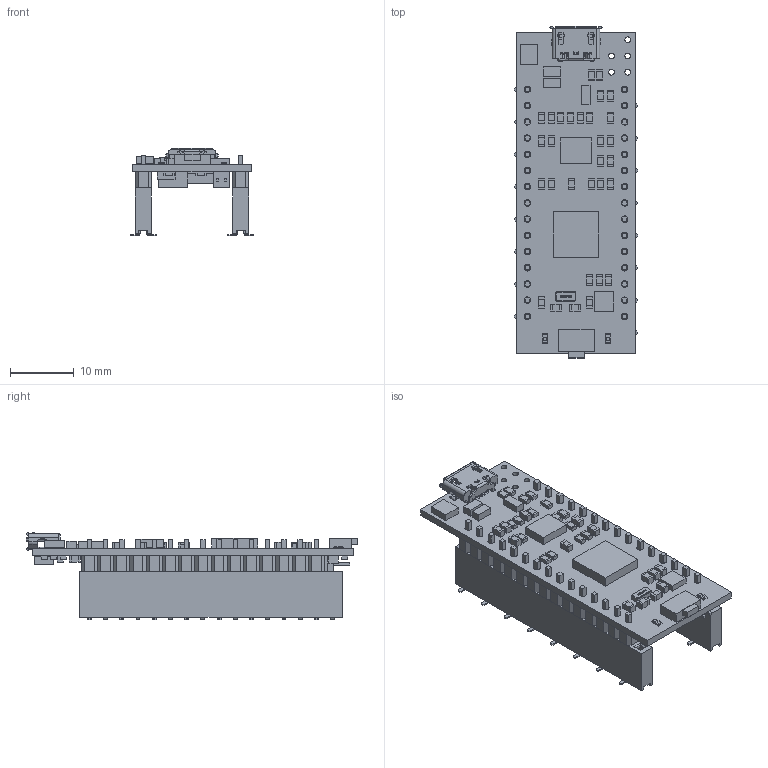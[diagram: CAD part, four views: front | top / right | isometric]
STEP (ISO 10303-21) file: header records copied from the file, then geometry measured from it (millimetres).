
FILE_DESCRIPTION(('CATIA V5 STEP Exchange'),'2;1');
FILE_NAME('MB1180 - SMD.stp','2024-03-15T18:58:41+00:00',('none'),('none'),'CATIA Version 5 Release 17 (IN-10)','CATIA V5 STEP AP214','none');
FILE_SCHEMA(('AUTOMOTIVE_DESIGN { 1 0 10303 214 1 1 1 1 }'));
Products named in the file (153): PCB; Board; Open CASCADE STEP translator 6.8 1.1.1; JP1; 6539797552; Extruded; 6539797072; Extruded_1; 6539796752; Extruded_2; 6539796432; Extruded_3; 6539796192; Extruded_4; X2; 6539797952; Extruded_5; CN1; 1050170001; Open CASCADE STEP translator 6.8 1.4.1.1; U6; 6539420080; Extruded_6; T1; 6539417520; Extruded_7; C16; 6539419840; Extruded_8; 6539419440; Extruded_9; C19; C25; 6539424480; Extruded_10; C22; 6539420560; Extruded_11; X1; ABS07-120 ...
Assembly tree (363 placements, depth 4):
  PCB
    Board
      Open CASCADE STEP translator 6.8 1.1.1
    JP1
      6539797552  x2
        Extruded
      6539797072
        Extruded_1
      6539796752
        Extruded_2
      6539796432
        Extruded_3
      6539796192  x2
        Extruded_4
    X2
      6539797952
        Extruded_5
    CN1
      1050170001
        Open CASCADE STEP translator 6.8 1.4.1.1
    U6
      6539420080
        Extruded_6
    T1
      6539417520
        Extruded_7
    C16
      6539419840  x2
        Extruded_8
      6539419440
        Extruded_9
    C19
      6539419840  x2
        Extruded_8
      6539419440
        Extruded_9
    C25
      6539424480
        Extruded_10
    C22
      6539420560
        Extruded_11
    X1
      ABS07-120
    U1
      6539418000
        Extruded_12
    U3
      6539422400
        Extruded_13
    U5
      6539424720
        Extruded_14
    U4
      6539420720
        Extruded_15
    R7
      6539418640  x2
        Extruded_16
      6539418400
Bounding box: 19.29 x 52.01 x 13.75 mm (x, y, z)
Volume: 3046.6 mm3; surface area: 10232.7 mm2
Topology: 269 solids, 269 shells, 4835 faces, 12477 edges, 8199 vertices
Faces by surface type: plane 3593, cylinder 1050, bspline 188, sphere 4
Entity records: 50559 total; most frequent: CARTESIAN_POINT 16107, ORIENTED_EDGE 6362, DIRECTION 6272, EDGE_CURVE 3181, VECTOR 2488, LINE 2488, VERTEX_POINT 2077, AXIS2_PLACEMENT_3D 1945
